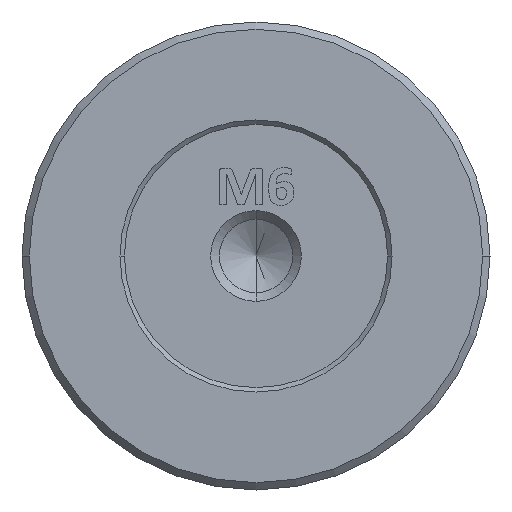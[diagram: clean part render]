
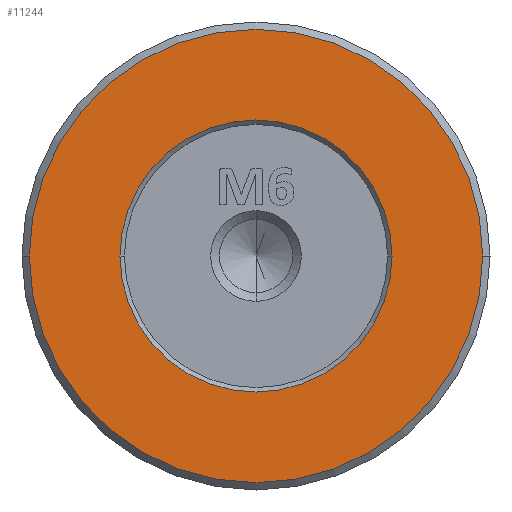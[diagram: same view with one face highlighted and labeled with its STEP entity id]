
A CAD part, left-side view. The second image highlights one B-rep face of the part: STEP entity #11244.
In plain terms, the highlighted planar face has unit normal (-1, 0, 0).
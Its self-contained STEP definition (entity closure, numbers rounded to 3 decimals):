
#36 = ORIENTED_EDGE ( 'NONE', *, *, #19572, .T. ) ;
#1392 = DIRECTION ( 'NONE',  ( 0., -1., 0. ) ) ;
#1418 = PLANE ( 'NONE',  #25199 ) ;
#1705 = CARTESIAN_POINT ( 'NONE',  ( -81.923, 4.064, 6.822 ) ) ;
#2009 = CIRCLE ( 'NONE', #21105, 15.5 ) ;
#3661 = VERTEX_POINT ( 'NONE', #26173 ) ;
#7127 = CIRCLE ( 'NONE', #16440, 9.3 ) ;
#7196 = DIRECTION ( 'NONE',  ( -1., 0., 0. ) ) ;
#7482 = DIRECTION ( 'NONE',  ( 0., -1., 0. ) ) ;
#7588 = CIRCLE ( 'NONE', #27117, 9.3 ) ;
#8195 = DIRECTION ( 'NONE',  ( -1., 0., 0. ) ) ;
#9131 = ORIENTED_EDGE ( 'NONE', *, *, #19472, .T. ) ;
#9537 = CARTESIAN_POINT ( 'NONE',  ( -81.923, 4.064, 6.822 ) ) ;
#9762 = EDGE_LOOP ( 'NONE', ( #36, #9131 ) ) ;
#9928 = CARTESIAN_POINT ( 'NONE',  ( -81.923, -11.436, 6.822 ) ) ;
#10008 = DIRECTION ( 'NONE',  ( 1., 0., 0. ) ) ;
#10034 = FACE_OUTER_BOUND ( 'NONE', #14947, .T. ) ;
#10147 = DIRECTION ( 'NONE',  ( 1., 0., 0. ) ) ;
#11244 = ADVANCED_FACE ( 'NONE', ( #21109, #10034 ), #1418, .T. ) ;
#12650 = DIRECTION ( 'NONE',  ( -1., 0., 0. ) ) ;
#14947 = EDGE_LOOP ( 'NONE', ( #18667, #17763 ) ) ;
#15999 = CIRCLE ( 'NONE', #19722, 15.5 ) ;
#16159 = VERTEX_POINT ( 'NONE', #18156 ) ;
#16440 = AXIS2_PLACEMENT_3D ( 'NONE', #23121, #10008, #20503 ) ;
#17284 = CARTESIAN_POINT ( 'NONE',  ( -81.923, 4.064, 6.822 ) ) ;
#17763 = ORIENTED_EDGE ( 'NONE', *, *, #20419, .T. ) ;
#18156 = CARTESIAN_POINT ( 'NONE',  ( -81.923, -5.236, 6.822 ) ) ;
#18311 = DIRECTION ( 'NONE',  ( 0., -1., 0. ) ) ;
#18667 = ORIENTED_EDGE ( 'NONE', *, *, #21628, .T. ) ;
#19283 = CARTESIAN_POINT ( 'NONE',  ( -81.923, 4.064, 6.822 ) ) ;
#19472 = EDGE_CURVE ( 'NONE', #3661, #16159, #7127, .T. ) ;
#19572 = EDGE_CURVE ( 'NONE', #16159, #3661, #7588, .T. ) ;
#19722 = AXIS2_PLACEMENT_3D ( 'NONE', #9537, #7196, #7482 ) ;
#20419 = EDGE_CURVE ( 'NONE', #20821, #27149, #2009, .T. ) ;
#20503 = DIRECTION ( 'NONE',  ( 0., -1., 0. ) ) ;
#20821 = VERTEX_POINT ( 'NONE', #9928 ) ;
#21105 = AXIS2_PLACEMENT_3D ( 'NONE', #19283, #8195, #18311 ) ;
#21109 = FACE_BOUND ( 'NONE', #9762, .T. ) ;
#21628 = EDGE_CURVE ( 'NONE', #27149, #20821, #15999, .T. ) ;
#23121 = CARTESIAN_POINT ( 'NONE',  ( -81.923, 4.064, 6.822 ) ) ;
#23725 = DIRECTION ( 'NONE',  ( 0., 1., 0. ) ) ;
#24586 = CARTESIAN_POINT ( 'NONE',  ( -81.923, 19.564, 6.822 ) ) ;
#25199 = AXIS2_PLACEMENT_3D ( 'NONE', #1705, #12650, #23725 ) ;
#26173 = CARTESIAN_POINT ( 'NONE',  ( -81.923, 13.364, 6.822 ) ) ;
#27117 = AXIS2_PLACEMENT_3D ( 'NONE', #17284, #10147, #1392 ) ;
#27149 = VERTEX_POINT ( 'NONE', #24586 ) ;
